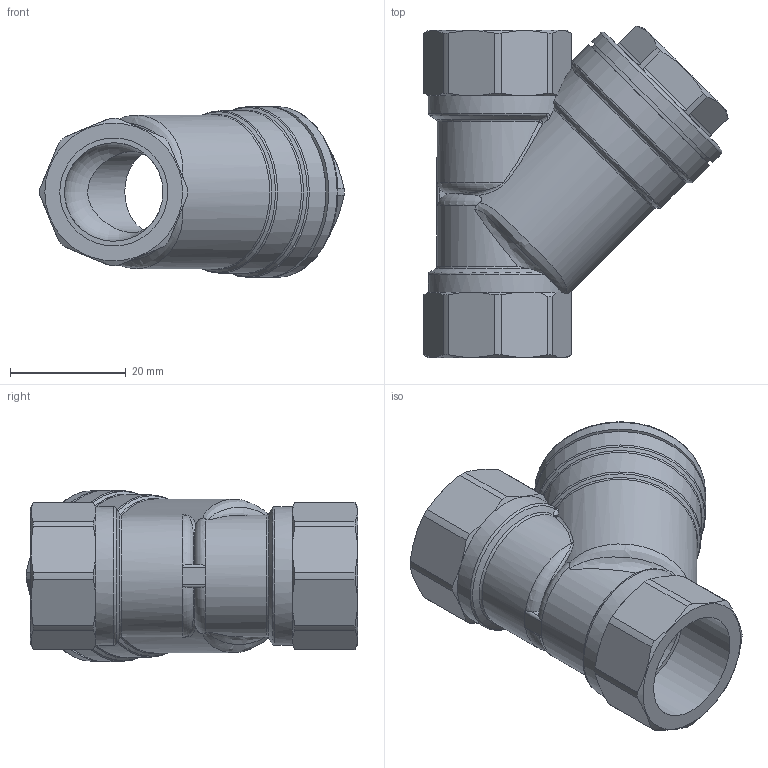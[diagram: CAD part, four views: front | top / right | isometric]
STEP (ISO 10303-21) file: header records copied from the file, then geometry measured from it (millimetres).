
FILE_DESCRIPTION(/* description */ ('Unknown'),/* implementation_level */ '2;1');
FILE_NAME(/* name */ '1050-04',/* time_stamp */ '2022-01-28T11:28:48+01:00',/* author */ ('Unknown'),/* organization */ ('Unknown'),/* preprocessor_version */ 'ST-DEVELOPER v16.7',/* originating_system */ 'Solid Edge',/* authorisation */ 'Unknown');
FILE_SCHEMA (('AUTOMOTIVE_DESIGN {1 0 10303 214 3 1 1}'));
Length unit declared in the file: millimetre
Products named in the file (4): 1050-04_(2.610.015); 2.610.015-Dichtung; 2.610.015_Deckel; 2.610.015_Körper
Assembly tree (3 placements, depth 2):
  1050-04_(2.610.015)
    2.610.015-Dichtung
    2.610.015_Deckel
    2.610.015_Körper
Bounding box: 52.49 x 57.24 x 29.5 mm (x, y, z)
Volume: 20492.4 mm3; surface area: 14686.3 mm2
Topology: 3 solids, 3 shells, 153 faces, 396 edges, 255 vertices
Faces by surface type: cylinder 52, plane 49, cone 24, torus 14, bspline 12, sphere 2
Full cylindrical faces by diameter (mm): 14 x1, 17 x2, 18.5 x1, 18.631 x2, 22.376 x2, 24 x1, 24.1 x2, 24.5 x1, 28.1 x2, 29.5 x2
Entity records: 6042 total; most frequent: CARTESIAN_POINT 1594, ORIENTED_EDGE 702, DIRECTION 643, EDGE_CURVE 351, AXIS2_PLACEMENT_3D 285, VERTEX_POINT 236, EDGE_LOOP 191, FACE_BOUND 191
